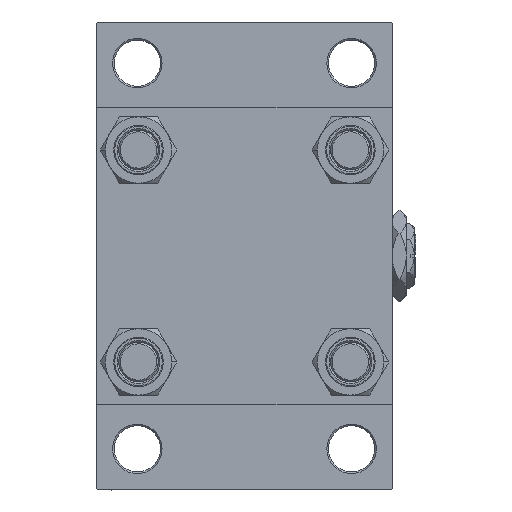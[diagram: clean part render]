
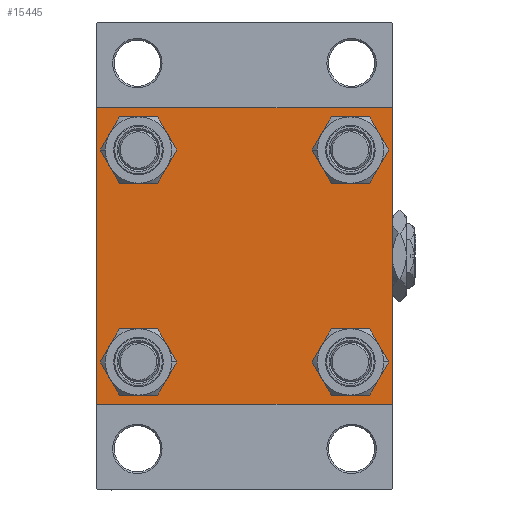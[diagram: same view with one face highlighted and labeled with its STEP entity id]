
A CAD part, left-side view. The second image highlights one B-rep face of the part: STEP entity #15445.
In plain terms, the highlighted planar face has unit normal (-1, 0, 0).
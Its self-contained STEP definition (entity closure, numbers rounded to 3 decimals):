
#1706 = DIRECTION ( 'NONE',  ( 1., 0., 0. ) ) ;
#1960 = DIRECTION ( 'NONE',  ( 0., 0., 1. ) ) ;
#2571 = VERTEX_POINT ( 'NONE', #29074 ) ;
#2966 = ORIENTED_EDGE ( 'NONE', *, *, #36708, .F. ) ;
#3375 = CARTESIAN_POINT ( 'NONE',  ( 0., -44.75, -44.75 ) ) ;
#3567 = FACE_BOUND ( 'NONE', #46804, .T. ) ;
#3691 = CARTESIAN_POINT ( 'NONE',  ( 0., 32.15, 32.15 ) ) ;
#3720 = ORIENTED_EDGE ( 'NONE', *, *, #23785, .T. ) ;
#3892 = CARTESIAN_POINT ( 'NONE',  ( 0., -32.15, -32.15 ) ) ;
#4427 = ORIENTED_EDGE ( 'NONE', *, *, #25589, .T. ) ;
#4537 = CARTESIAN_POINT ( 'NONE',  ( 0., 32.15, -38.65 ) ) ;
#4737 = VERTEX_POINT ( 'NONE', #28549 ) ;
#5041 = VECTOR ( 'NONE', #30304, 1000. ) ;
#5449 = DIRECTION ( 'NONE',  ( 1., 0., 0. ) ) ;
#5831 = VERTEX_POINT ( 'NONE', #7018 ) ;
#6996 = EDGE_CURVE ( 'NONE', #17794, #5831, #7115, .T. ) ;
#7018 = CARTESIAN_POINT ( 'NONE',  ( 0., -45., -44.5 ) ) ;
#7047 = AXIS2_PLACEMENT_3D ( 'NONE', #7630, #7868, #27079 ) ;
#7115 = LINE ( 'NONE', #3375, #5041 ) ;
#7206 = CARTESIAN_POINT ( 'NONE',  ( 0., 32.15, -32.15 ) ) ;
#7567 = DIRECTION ( 'NONE',  ( 0., -1., 0. ) ) ;
#7630 = CARTESIAN_POINT ( 'NONE',  ( 0., -32.15, 32.15 ) ) ;
#7868 = DIRECTION ( 'NONE',  ( 1., 0., 0. ) ) ;
#8124 = DIRECTION ( 'NONE',  ( 1., 0., 0. ) ) ;
#8686 = EDGE_CURVE ( 'NONE', #13445, #39108, #43317, .T. ) ;
#8790 = CARTESIAN_POINT ( 'NONE',  ( 0., 32.15, -32.15 ) ) ;
#9017 = EDGE_LOOP ( 'NONE', ( #13268, #36580 ) ) ;
#9749 = CIRCLE ( 'NONE', #36812, 6.5 ) ;
#9952 = ORIENTED_EDGE ( 'NONE', *, *, #16409, .T. ) ;
#10250 = AXIS2_PLACEMENT_3D ( 'NONE', #7206, #45816, #33881 ) ;
#10558 = FACE_OUTER_BOUND ( 'NONE', #31143, .T. ) ;
#10602 = AXIS2_PLACEMENT_3D ( 'NONE', #36096, #5449, #1960 ) ;
#11050 = DIRECTION ( 'NONE',  ( 0., 0., 1. ) ) ;
#11115 = EDGE_CURVE ( 'NONE', #48226, #35484, #11853, .T. ) ;
#11319 = CARTESIAN_POINT ( 'NONE',  ( 0., 32.15, 32.15 ) ) ;
#11440 = CARTESIAN_POINT ( 'NONE',  ( 0., -32.15, -38.65 ) ) ;
#11562 = EDGE_CURVE ( 'NONE', #11566, #44640, #13413, .T. ) ;
#11566 = VERTEX_POINT ( 'NONE', #41826 ) ;
#11568 = DIRECTION ( 'NONE',  ( 0., 0., 1. ) ) ;
#11853 = CIRCLE ( 'NONE', #7047, 6.5 ) ;
#12919 = DIRECTION ( 'NONE',  ( 0., 0., -1. ) ) ;
#13268 = ORIENTED_EDGE ( 'NONE', *, *, #11562, .T. ) ;
#13413 = CIRCLE ( 'NONE', #10250, 6.5 ) ;
#13445 = VERTEX_POINT ( 'NONE', #48383 ) ;
#13949 = DIRECTION ( 'NONE',  ( 0., 0., 1. ) ) ;
#14788 = FACE_BOUND ( 'NONE', #21769, .T. ) ;
#15087 = VECTOR ( 'NONE', #12919, 1000. ) ;
#15445 = ADVANCED_FACE ( 'NONE', ( #44212, #3567, #44691, #14788, #10558 ), #25294, .T. ) ;
#16150 = VERTEX_POINT ( 'NONE', #40223 ) ;
#16252 = AXIS2_PLACEMENT_3D ( 'NONE', #3691, #37334, #33367 ) ;
#16409 = EDGE_CURVE ( 'NONE', #19577, #17794, #27262, .T. ) ;
#17127 = AXIS2_PLACEMENT_3D ( 'NONE', #3892, #8124, #13949 ) ;
#17147 = ORIENTED_EDGE ( 'NONE', *, *, #46038, .T. ) ;
#17659 = CARTESIAN_POINT ( 'NONE',  ( 0., -32.15, 32.15 ) ) ;
#17794 = VERTEX_POINT ( 'NONE', #40118 ) ;
#17870 = EDGE_CURVE ( 'NONE', #2571, #19577, #48814, .T. ) ;
#17936 = VECTOR ( 'NONE', #40758, 1000. ) ;
#17999 = VERTEX_POINT ( 'NONE', #47428 ) ;
#18074 = CARTESIAN_POINT ( 'NONE',  ( 0., -45., 44.5 ) ) ;
#19297 = DIRECTION ( 'NONE',  ( 1., 0., 0. ) ) ;
#19577 = VERTEX_POINT ( 'NONE', #37826 ) ;
#20796 = VECTOR ( 'NONE', #7567, 1000. ) ;
#21448 = DIRECTION ( 'NONE',  ( 0., -0.707, -0.707 ) ) ;
#21769 = EDGE_LOOP ( 'NONE', ( #3720, #36136 ) ) ;
#23277 = CARTESIAN_POINT ( 'NONE',  ( 0., 45., -45. ) ) ;
#23312 = LINE ( 'NONE', #31025, #47722 ) ;
#23785 = EDGE_CURVE ( 'NONE', #39108, #13445, #9749, .T. ) ;
#23810 = VECTOR ( 'NONE', #46867, 1000. ) ;
#24652 = CARTESIAN_POINT ( 'NONE',  ( 0., -45., 45. ) ) ;
#24863 = LINE ( 'NONE', #48476, #17936 ) ;
#25235 = CIRCLE ( 'NONE', #33159, 6.5 ) ;
#25294 = PLANE ( 'NONE',  #40605 ) ;
#25563 = VECTOR ( 'NONE', #30634, 1000. ) ;
#25589 = EDGE_CURVE ( 'NONE', #32375, #17999, #32113, .T. ) ;
#26722 = EDGE_CURVE ( 'NONE', #35484, #48226, #28983, .T. ) ;
#27079 = DIRECTION ( 'NONE',  ( 0., 0., 1. ) ) ;
#27262 = LINE ( 'NONE', #23277, #20796 ) ;
#28035 = DIRECTION ( 'NONE',  ( 0., 0.707, -0.707 ) ) ;
#28549 = CARTESIAN_POINT ( 'NONE',  ( 0., 45., 44.5 ) ) ;
#28626 = EDGE_CURVE ( 'NONE', #17999, #32375, #43352, .T. ) ;
#28983 = CIRCLE ( 'NONE', #48857, 6.5 ) ;
#29074 = CARTESIAN_POINT ( 'NONE',  ( 0., 45., -44.5 ) ) ;
#29423 = CARTESIAN_POINT ( 'NONE',  ( 0., 44.75, -44.75 ) ) ;
#29795 = CARTESIAN_POINT ( 'NONE',  ( 0., -32.15, 25.65 ) ) ;
#30033 = DIRECTION ( 'NONE',  ( 1., 0., 0. ) ) ;
#30304 = DIRECTION ( 'NONE',  ( 0., -0.707, 0.707 ) ) ;
#30432 = EDGE_CURVE ( 'NONE', #37057, #16150, #24863, .T. ) ;
#30634 = DIRECTION ( 'NONE',  ( 0., 0.707, 0.707 ) ) ;
#31025 = CARTESIAN_POINT ( 'NONE',  ( 0., 44.75, 44.75 ) ) ;
#31143 = EDGE_LOOP ( 'NONE', ( #32123, #48466, #9952, #34137, #2966, #17147, #46316, #38775 ) ) ;
#32113 = CIRCLE ( 'NONE', #10602, 6.5 ) ;
#32123 = ORIENTED_EDGE ( 'NONE', *, *, #41783, .T. ) ;
#32375 = VERTEX_POINT ( 'NONE', #11440 ) ;
#33159 = AXIS2_PLACEMENT_3D ( 'NONE', #8790, #19297, #11568 ) ;
#33367 = DIRECTION ( 'NONE',  ( 0., 0., 1. ) ) ;
#33690 = EDGE_CURVE ( 'NONE', #44640, #11566, #25235, .T. ) ;
#33881 = DIRECTION ( 'NONE',  ( 0., 0., 1. ) ) ;
#34137 = ORIENTED_EDGE ( 'NONE', *, *, #6996, .T. ) ;
#35427 = LINE ( 'NONE', #42642, #23810 ) ;
#35484 = VERTEX_POINT ( 'NONE', #36881 ) ;
#36096 = CARTESIAN_POINT ( 'NONE',  ( 0., -32.15, -32.15 ) ) ;
#36136 = ORIENTED_EDGE ( 'NONE', *, *, #8686, .T. ) ;
#36214 = EDGE_LOOP ( 'NONE', ( #39615, #43461 ) ) ;
#36580 = ORIENTED_EDGE ( 'NONE', *, *, #33690, .T. ) ;
#36708 = EDGE_CURVE ( 'NONE', #40421, #5831, #47050, .T. ) ;
#36812 = AXIS2_PLACEMENT_3D ( 'NONE', #11319, #30033, #37966 ) ;
#36881 = CARTESIAN_POINT ( 'NONE',  ( 0., -32.15, 38.65 ) ) ;
#37057 = VERTEX_POINT ( 'NONE', #44671 ) ;
#37334 = DIRECTION ( 'NONE',  ( 1., 0., 0. ) ) ;
#37826 = CARTESIAN_POINT ( 'NONE',  ( 0., 44.5, -45. ) ) ;
#37966 = DIRECTION ( 'NONE',  ( 0., 0., 1. ) ) ;
#38775 = ORIENTED_EDGE ( 'NONE', *, *, #44081, .T. ) ;
#39108 = VERTEX_POINT ( 'NONE', #44774 ) ;
#39615 = ORIENTED_EDGE ( 'NONE', *, *, #26722, .T. ) ;
#40118 = CARTESIAN_POINT ( 'NONE',  ( 0., -44.5, -45. ) ) ;
#40223 = CARTESIAN_POINT ( 'NONE',  ( 0., -44.5, 45. ) ) ;
#40421 = VERTEX_POINT ( 'NONE', #18074 ) ;
#40450 = DIRECTION ( 'NONE',  ( -1., 0., 0. ) ) ;
#40605 = AXIS2_PLACEMENT_3D ( 'NONE', #41439, #40450, #11050 ) ;
#40758 = DIRECTION ( 'NONE',  ( 0., -1., 0. ) ) ;
#41439 = CARTESIAN_POINT ( 'NONE',  ( 0., 0., 0. ) ) ;
#41783 = EDGE_CURVE ( 'NONE', #4737, #2571, #35427, .T. ) ;
#41826 = CARTESIAN_POINT ( 'NONE',  ( 0., 32.15, -25.65 ) ) ;
#42281 = VECTOR ( 'NONE', #21448, 1000. ) ;
#42642 = CARTESIAN_POINT ( 'NONE',  ( 0., 45., 45. ) ) ;
#43317 = CIRCLE ( 'NONE', #16252, 6.5 ) ;
#43352 = CIRCLE ( 'NONE', #17127, 6.5 ) ;
#43461 = ORIENTED_EDGE ( 'NONE', *, *, #11115, .T. ) ;
#44081 = EDGE_CURVE ( 'NONE', #37057, #4737, #23312, .T. ) ;
#44212 = FACE_BOUND ( 'NONE', #36214, .T. ) ;
#44640 = VERTEX_POINT ( 'NONE', #4537 ) ;
#44671 = CARTESIAN_POINT ( 'NONE',  ( 0., 44.5, 45. ) ) ;
#44691 = FACE_BOUND ( 'NONE', #9017, .T. ) ;
#44774 = CARTESIAN_POINT ( 'NONE',  ( 0., 32.15, 38.65 ) ) ;
#45805 = LINE ( 'NONE', #46045, #25563 ) ;
#45816 = DIRECTION ( 'NONE',  ( 1., 0., 0. ) ) ;
#46038 = EDGE_CURVE ( 'NONE', #40421, #16150, #45805, .T. ) ;
#46045 = CARTESIAN_POINT ( 'NONE',  ( 0., -44.75, 44.75 ) ) ;
#46316 = ORIENTED_EDGE ( 'NONE', *, *, #30432, .F. ) ;
#46804 = EDGE_LOOP ( 'NONE', ( #48803, #4427 ) ) ;
#46867 = DIRECTION ( 'NONE',  ( 0., 0., -1. ) ) ;
#47050 = LINE ( 'NONE', #24652, #15087 ) ;
#47428 = CARTESIAN_POINT ( 'NONE',  ( 0., -32.15, -25.65 ) ) ;
#47722 = VECTOR ( 'NONE', #28035, 1000. ) ;
#48034 = DIRECTION ( 'NONE',  ( 0., 0., 1. ) ) ;
#48226 = VERTEX_POINT ( 'NONE', #29795 ) ;
#48383 = CARTESIAN_POINT ( 'NONE',  ( 0., 32.15, 25.65 ) ) ;
#48466 = ORIENTED_EDGE ( 'NONE', *, *, #17870, .T. ) ;
#48476 = CARTESIAN_POINT ( 'NONE',  ( 0., 45., 45. ) ) ;
#48803 = ORIENTED_EDGE ( 'NONE', *, *, #28626, .T. ) ;
#48814 = LINE ( 'NONE', #29423, #42281 ) ;
#48857 = AXIS2_PLACEMENT_3D ( 'NONE', #17659, #1706, #48034 ) ;
